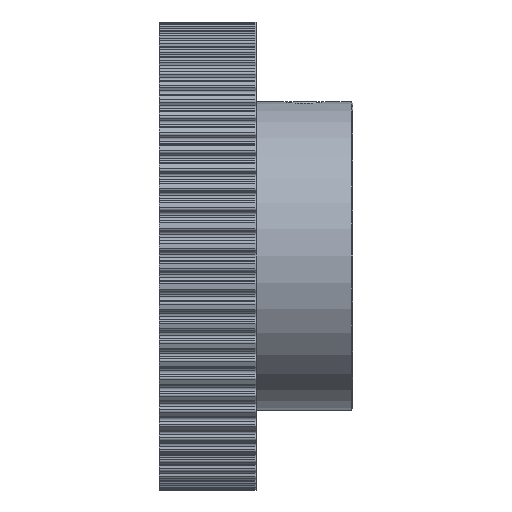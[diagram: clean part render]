
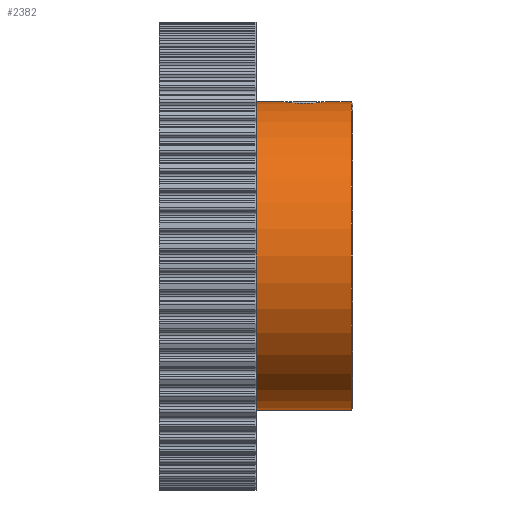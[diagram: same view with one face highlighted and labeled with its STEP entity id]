
A CAD part, front view. The second image highlights one B-rep face of the part: STEP entity #2382.
In plain terms, the highlighted cylindrical face has radius 15.177 mm (diameter 30.353 mm), a partial arc.
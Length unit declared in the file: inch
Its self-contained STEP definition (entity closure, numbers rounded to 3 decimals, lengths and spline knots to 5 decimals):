
#224 = CARTESIAN_POINT ( 'NONE',  ( 0.1874, -0.08751, 0.59106 ) ) ;
#377 = ORIENTED_EDGE ( 'NONE', *, *, #3522, .T. ) ;
#562 = CIRCLE ( 'NONE', #2316, 0.5975 ) ;
#588 = CARTESIAN_POINT ( 'NONE',  ( 0.25682, -0.05378, 0.59513 ) ) ;
#901 = CARTESIAN_POINT ( 'NONE',  ( 0.3687, 0., 0. ) ) ;
#904 = CARTESIAN_POINT ( 'NONE',  ( 0.1647, -0.0852, 0.59141 ) ) ;
#992 = CARTESIAN_POINT ( 'NONE',  ( 0.10084, -0.00288, 0.59749 ) ) ;
#1407 = CARTESIAN_POINT ( 'NONE',  ( -0.375, 0., 0. ) ) ;
#2316 = AXIS2_PLACEMENT_3D ( 'NONE', #901, #15228, #2957 ) ;
#2382 = ADVANCED_FACE ( 'NONE', ( #16578 ), #21368, .T. ) ;
#2511 = ORIENTED_EDGE ( 'NONE', *, *, #7308, .T. ) ;
#2549 = CARTESIAN_POINT ( 'NONE',  ( 0.27419, 0., 0.5975 ) ) ;
#2637 = CARTESIAN_POINT ( 'NONE',  ( 0.2404, -0.06956, 0.59345 ) ) ;
#2952 = CARTESIAN_POINT ( 'NONE',  ( 0.3687, 0., -0.5975 ) ) ;
#2957 = DIRECTION ( 'NONE',  ( 0., 0., 1. ) ) ;
#2960 = CARTESIAN_POINT ( 'NONE',  ( 0.13417, -0.06993, 0.59345 ) ) ;
#3041 = CARTESIAN_POINT ( 'NONE',  ( 0.10081, 0., 0.5975 ) ) ;
#3522 = EDGE_CURVE ( 'NONE', #6106, #22323, #24816, .T. ) ;
#4164 = ORIENTED_EDGE ( 'NONE', *, *, #24884, .T. ) ;
#4439 = CARTESIAN_POINT ( 'NONE',  ( -0.375, 0., 0.5975 ) ) ;
#4619 = CARTESIAN_POINT ( 'NONE',  ( 0.27418, -0.00143, 0.5975 ) ) ;
#4709 = CARTESIAN_POINT ( 'NONE',  ( 0.22598, -0.07863, 0.59231 ) ) ;
#5019 = CARTESIAN_POINT ( 'NONE',  ( 0.11856, -0.05337, 0.59513 ) ) ;
#5033 = ORIENTED_EDGE ( 'NONE', *, *, #11997, .F. ) ;
#6106 = VERTEX_POINT ( 'NONE', #15019 ) ;
#6483 = EDGE_LOOP ( 'NONE', ( #5033, #4164, #377, #2511, #17691, #7605, #21809 ) ) ;
#6577 = VERTEX_POINT ( 'NONE', #224 ) ;
#6665 = AXIS2_PLACEMENT_3D ( 'NONE', #1407, #13710, #23866 ) ;
#6684 = CARTESIAN_POINT ( 'NONE',  ( 0.27407, -0.00499, 0.59748 ) ) ;
#6774 = CARTESIAN_POINT ( 'NONE',  ( 0.20999, -0.08471, 0.59147 ) ) ;
#6823 = CARTESIAN_POINT ( 'NONE',  ( 0., 0., -0.5975 ) ) ;
#7099 = CARTESIAN_POINT ( 'NONE',  ( 0.10959, -0.0388, 0.59626 ) ) ;
#7254 = EDGE_CURVE ( 'NONE', #22472, #8205, #24851, .T. ) ;
#7308 = EDGE_CURVE ( 'NONE', #22323, #6577, #14192, .T. ) ;
#7605 = ORIENTED_EDGE ( 'NONE', *, *, #7254, .T. ) ;
#8205 = VERTEX_POINT ( 'NONE', #18004 ) ;
#8708 = VECTOR ( 'NONE', #13458, 39.37008 ) ;
#8759 = CARTESIAN_POINT ( 'NONE',  ( 0.2735, -0.0114, 0.5974 ) ) ;
#8835 = CARTESIAN_POINT ( 'NONE',  ( 0.19303, -0.08752, 0.59106 ) ) ;
#9153 = CARTESIAN_POINT ( 'NONE',  ( 0.10358, -0.02269, 0.5971 ) ) ;
#9205 = VECTOR ( 'NONE', #16704, 39.37008 ) ;
#9243 = CARTESIAN_POINT ( 'NONE',  ( 0., 0., 0. ) ) ;
#10664 = VERTEX_POINT ( 'NONE', #6823 ) ;
#10775 = CARTESIAN_POINT ( 'NONE',  ( 0.10081, 0., 0.5975 ) ) ;
#10818 = CARTESIAN_POINT ( 'NONE',  ( 0.27142, -0.0227, 0.5971 ) ) ;
#11217 = CARTESIAN_POINT ( 'NONE',  ( 0.10151, -0.01146, 0.5974 ) ) ;
#11315 = DIRECTION ( 'NONE',  ( 0., 0., 1. ) ) ;
#11957 = EDGE_CURVE ( 'NONE', #6577, #22472, #16968, .T. ) ;
#11997 = EDGE_CURVE ( 'NONE', #20347, #10664, #14134, .T. ) ;
#12376 = CARTESIAN_POINT ( 'NONE',  ( 0.27419, 0., 0.5975 ) ) ;
#12689 = DIRECTION ( 'NONE',  ( -1., 0., 0. ) ) ;
#12877 = CARTESIAN_POINT ( 'NONE',  ( 0.26326, -0.04406, 0.59597 ) ) ;
#13276 = CARTESIAN_POINT ( 'NONE',  ( 0.10098, -0.00575, 0.59747 ) ) ;
#13288 = AXIS2_PLACEMENT_3D ( 'NONE', #9243, #23520, #11315 ) ;
#13458 = DIRECTION ( 'NONE',  ( -1., 0., 0. ) ) ;
#13710 = DIRECTION ( 'NONE',  ( -1., 0., 0. ) ) ;
#14134 = LINE ( 'NONE', #25559, #8708 ) ;
#14192 = B_SPLINE_CURVE_WITH_KNOTS ( 'NONE', 3,
 ( #2549, #14844, #16874, #4619, #18944, #6684, #20975, #8759, #23025, #10818, #25075, #12877, #588, #14931, #2637, #16957, #4709, #19031, #6774, #21066, #8835, #23127 ),
 .UNSPECIFIED., .F., .F.,
 ( 4, 2, 1, 1, 2, 2, 2, 2, 2, 2, 2, 4 ),
 ( 0.24997, 0.25192, 0.25388, 0.25778, 0.2656, 0.28122, 0.31248, 0.37498, 0.40624, 0.43749, 0.46875, 0.5 ),
 .UNSPECIFIED. ) ;
#14844 = CARTESIAN_POINT ( 'NONE',  ( 0.27419, -0.0003, 0.5975 ) ) ;
#14931 = CARTESIAN_POINT ( 'NONE',  ( 0.24484, -0.06589, 0.59387 ) ) ;
#15019 = CARTESIAN_POINT ( 'NONE',  ( 0.3687, 0., 0.5975 ) ) ;
#15228 = DIRECTION ( 'NONE',  ( -1., 0., 0. ) ) ;
#15230 = CARTESIAN_POINT ( 'NONE',  ( 0.14379, -0.07643, 0.59261 ) ) ;
#15319 = CARTESIAN_POINT ( 'NONE',  ( 0.10081, -0.00137, 0.5975 ) ) ;
#16578 = FACE_OUTER_BOUND ( 'NONE', #6483, .T. ) ;
#16704 = DIRECTION ( 'NONE',  ( -1., 0., 0. ) ) ;
#16779 = CARTESIAN_POINT ( 'NONE',  ( -0.375, 0., 0.5975 ) ) ;
#16874 = CARTESIAN_POINT ( 'NONE',  ( 0.27419, -0.00071, 0.5975 ) ) ;
#16912 = CIRCLE ( 'NONE', #13288, 0.5975 ) ;
#16957 = CARTESIAN_POINT ( 'NONE',  ( 0.23095, -0.07594, 0.59266 ) ) ;
#16968 = B_SPLINE_CURVE_WITH_KNOTS ( 'NONE', 3,
 ( #23353, #21295, #904, #15230, #2960, #17277, #5019, #19338, #7099, #21389, #9153, #23444, #11217, #25477, #13276, #992, #15319, #3041 ),
 .UNSPECIFIED., .F., .F.,
 ( 4, 2, 2, 2, 2, 2, 2, 2, 4 ),
 ( 0.5, 0.56248, 0.62495, 0.65619, 0.68743, 0.71866, 0.73428, 0.74209, 0.7499 ),
 .UNSPECIFIED. ) ;
#17080 = EDGE_CURVE ( 'NONE', #10664, #8205, #16912, .T. ) ;
#17277 = CARTESIAN_POINT ( 'NONE',  ( 0.12219, -0.05783, 0.59471 ) ) ;
#17691 = ORIENTED_EDGE ( 'NONE', *, *, #11957, .T. ) ;
#18004 = CARTESIAN_POINT ( 'NONE',  ( 0., 0., 0.5975 ) ) ;
#18944 = CARTESIAN_POINT ( 'NONE',  ( 0.27416, -0.0025, 0.5975 ) ) ;
#19031 = CARTESIAN_POINT ( 'NONE',  ( 0.21551, -0.08302, 0.59171 ) ) ;
#19338 = CARTESIAN_POINT ( 'NONE',  ( 0.11224, -0.04381, 0.59591 ) ) ;
#19397 = VECTOR ( 'NONE', #12689, 39.37008 ) ;
#20347 = VERTEX_POINT ( 'NONE', #2952 ) ;
#20975 = CARTESIAN_POINT ( 'NONE',  ( 0.27392, -0.00713, 0.59746 ) ) ;
#21066 = CARTESIAN_POINT ( 'NONE',  ( 0.1988, -0.08695, 0.59114 ) ) ;
#21295 = CARTESIAN_POINT ( 'NONE',  ( 0.17616, -0.0875, 0.59106 ) ) ;
#21368 = CYLINDRICAL_SURFACE ( 'NONE', #6665, 0.5975 ) ;
#21389 = CARTESIAN_POINT ( 'NONE',  ( 0.10525, -0.02824, 0.59686 ) ) ;
#21809 = ORIENTED_EDGE ( 'NONE', *, *, #17080, .F. ) ;
#22323 = VERTEX_POINT ( 'NONE', #12376 ) ;
#22472 = VERTEX_POINT ( 'NONE', #10775 ) ;
#23025 = CARTESIAN_POINT ( 'NONE',  ( 0.27309, -0.01424, 0.59734 ) ) ;
#23127 = CARTESIAN_POINT ( 'NONE',  ( 0.1874, -0.08751, 0.59106 ) ) ;
#23353 = CARTESIAN_POINT ( 'NONE',  ( 0.1874, -0.08751, 0.59106 ) ) ;
#23444 = CARTESIAN_POINT ( 'NONE',  ( 0.10192, -0.01427, 0.59734 ) ) ;
#23520 = DIRECTION ( 'NONE',  ( -1., 0., 0. ) ) ;
#23866 = DIRECTION ( 'NONE',  ( 0., 0., 1. ) ) ;
#24816 = LINE ( 'NONE', #16779, #19397 ) ;
#24851 = LINE ( 'NONE', #4439, #9205 ) ;
#24884 = EDGE_CURVE ( 'NONE', #20347, #6106, #562, .T. ) ;
#25075 = CARTESIAN_POINT ( 'NONE',  ( 0.26976, -0.02821, 0.59686 ) ) ;
#25477 = CARTESIAN_POINT ( 'NONE',  ( 0.10109, -0.00719, 0.59746 ) ) ;
#25559 = CARTESIAN_POINT ( 'NONE',  ( -0.375, 0., -0.5975 ) ) ;
